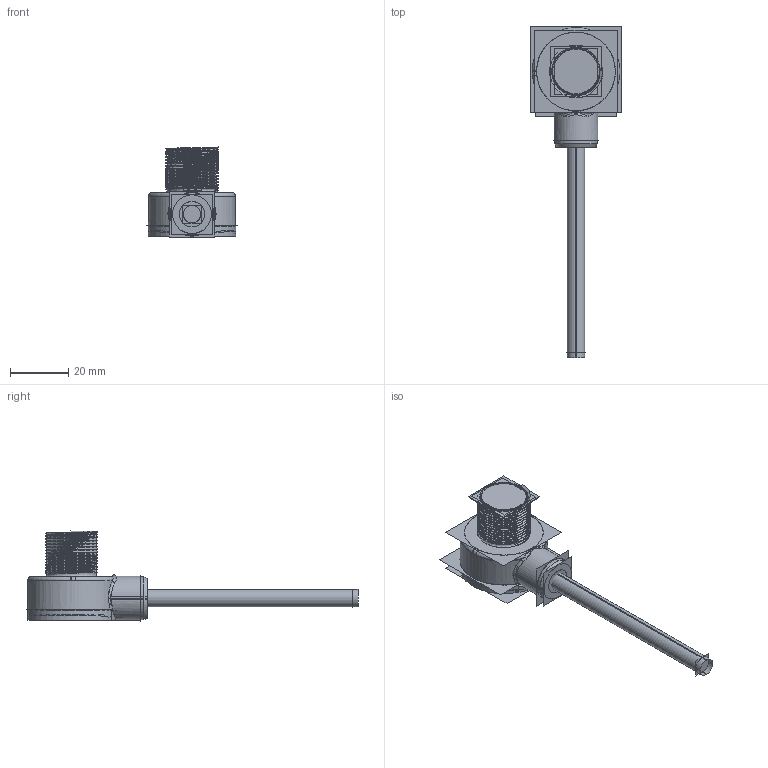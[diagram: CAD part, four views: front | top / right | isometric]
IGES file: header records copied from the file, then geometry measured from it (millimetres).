
Start section:  PTC IGES file: 152817_sm01.igs
Global section: file name: 152817_sm01.igs; native system: Creo Parametric by PTC Inc.; preprocessor: 2022414; author: banengservice; organization: Unknown; date: 20250825.151550; units: millimetre
Bounding box: 31.23 x 113.62 x 30.81 mm (x, y, z)
Volume: 18683.7 mm3; surface area: 31229.6 mm2
Topology: 2 solids, 2 shells, 300 faces, 1526 edges, 1921 vertices
Faces by surface type: revolution 154, bspline 146
